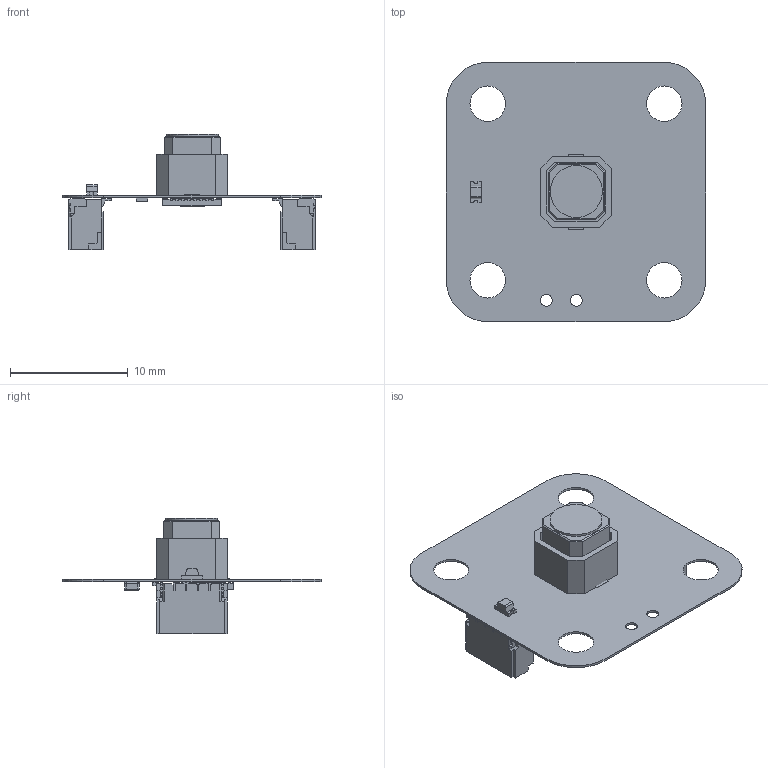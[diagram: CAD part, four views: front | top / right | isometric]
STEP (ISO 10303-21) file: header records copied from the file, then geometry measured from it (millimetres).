
FILE_DESCRIPTION(('Open CASCADE Model'),'2;1');
FILE_NAME('Open CASCADE Shape Model','2025-05-20T07:31:55',('Author'),( 'Open CASCADE'),'Open CASCADE STEP processor 7.5','Open CASCADE 7.5' ,'Unknown');
FILE_SCHEMA(('AUTOMOTIVE_DESIGN { 1 0 10303 214 1 1 1 1 }'));
Length unit declared in the file: millimetre
Products named in the file (30): PCB; Board; Open CASCADE STEP translator 7.5 12.1.1; C1; C0402; C2; 0805 SMD Capacitor; R4; User Library-R SMD 0402; User Library-R SMD 0402_0402 BODY; User Library-R SMD 0402_0402 PAD; User Library-R SMD 0402_0402 OPIS; D; DUELink-Connector-BM04B-SRSS-TB; U; DUELink-U-Connector-BM04B-SRSS-TB; BTN1; TP9210; STAT1; 0603 LED Green; Solid1; Solid4; Free-Models; STM32-QFN32
Assembly tree (30 placements, depth 4):
  PCB
    Board
      Open CASCADE STEP translator 7.5 12.1.1
    C1
      C0402
    C2
      0805 SMD Capacitor
    R4
      User Library-R SMD 0402
        User Library-R SMD 0402_0402 BODY
        User Library-R SMD 0402_0402 PAD  x2
        User Library-R SMD 0402_0402 OPIS
    D
      DUELink-Connector-BM04B-SRSS-TB
    U
      DUELink-U-Connector-BM04B-SRSS-TB
    BTN1
      TP9210
    STAT1
      0603 LED Green
        Solid1
        Solid4
        Solid1
        Solid1
        Solid4
        Solid1
        Solid1
        Solid1
    Free-Models
      STM32-QFN32
Bounding box: 22 x 22 x 9.82 mm (x, y, z)
Volume: 327.5 mm3; surface area: 1738.4 mm2
Topology: 82 solids, 82 shells, 1313 faces, 4648 edges, 4946 vertices
Faces by surface type: plane 1008, cylinder 205, bspline 84, revolution 8, sphere 8
Full cylindrical faces by diameter (mm): 1.016 x2, 3 x4, 4.4 x1
Entity records: 58410 total; most frequent: CARTESIAN_POINT 15272, DIRECTION 7450, ORIENTED_EDGE 6364, LINE 3962, VECTOR 3962, EDGE_CURVE 3182, VERTEX_POINT 2070, AXIS2_PLACEMENT_3D 1740
